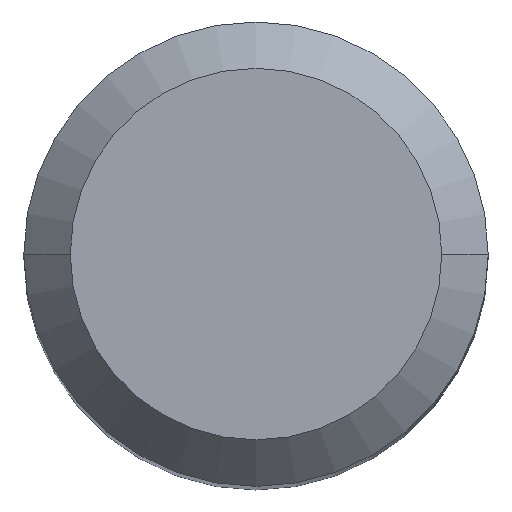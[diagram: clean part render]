
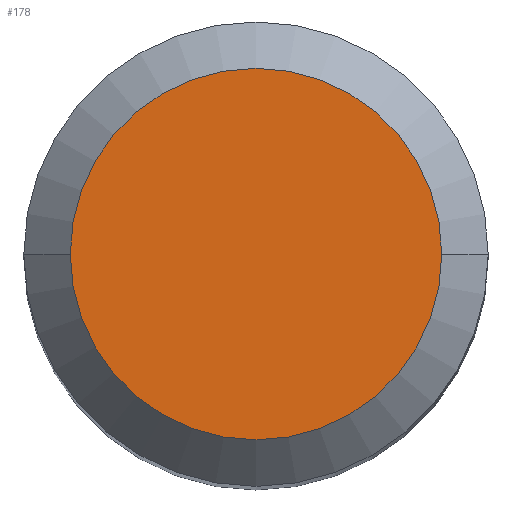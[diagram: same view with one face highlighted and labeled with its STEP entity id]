
A CAD part, top view. The second image highlights one B-rep face of the part: STEP entity #178.
In plain terms, the highlighted planar face has unit normal (0, 0, 1).
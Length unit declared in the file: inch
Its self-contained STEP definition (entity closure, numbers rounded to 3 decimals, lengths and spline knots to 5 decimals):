
#28 = ORIENTED_EDGE ( 'NONE', *, *, #446, .T. ) ;
#51 = CARTESIAN_POINT ( 'NONE',  ( -0.126, 0., 0. ) ) ;
#87 = DIRECTION ( 'NONE',  ( 0., 0., 1. ) ) ;
#89 = FACE_OUTER_BOUND ( 'NONE', #362, .T. ) ;
#132 = EDGE_CURVE ( 'NONE', #440, #477, #310, .T. ) ;
#154 = ORIENTED_EDGE ( 'NONE', *, *, #132, .T. ) ;
#166 = DIRECTION ( 'NONE',  ( 1., 0., 0. ) ) ;
#178 = ADVANCED_FACE ( 'NONE', ( #89 ), #236, .F. ) ;
#196 = DIRECTION ( 'NONE',  ( 1., 0., 0. ) ) ;
#201 = DIRECTION ( 'NONE',  ( 0., 0., 1. ) ) ;
#234 = CARTESIAN_POINT ( 'NONE',  ( 0., 0., 0. ) ) ;
#236 = PLANE ( 'NONE',  #462 ) ;
#310 = CIRCLE ( 'NONE', #424, 0.126 ) ;
#319 = CIRCLE ( 'NONE', #356, 0.126 ) ;
#348 = CARTESIAN_POINT ( 'NONE',  ( 0., 0., 0. ) ) ;
#356 = AXIS2_PLACEMENT_3D ( 'NONE', #431, #201, #166 ) ;
#362 = EDGE_LOOP ( 'NONE', ( #28, #154 ) ) ;
#387 = DIRECTION ( 'NONE',  ( 0., 0., -1. ) ) ;
#424 = AXIS2_PLACEMENT_3D ( 'NONE', #234, #87, #196 ) ;
#426 = DIRECTION ( 'NONE',  ( -1., 0., 0. ) ) ;
#431 = CARTESIAN_POINT ( 'NONE',  ( 0., 0., 0. ) ) ;
#440 = VERTEX_POINT ( 'NONE', #467 ) ;
#446 = EDGE_CURVE ( 'NONE', #477, #440, #319, .T. ) ;
#462 = AXIS2_PLACEMENT_3D ( 'NONE', #348, #387, #426 ) ;
#467 = CARTESIAN_POINT ( 'NONE',  ( 0.126, 0., 0. ) ) ;
#477 = VERTEX_POINT ( 'NONE', #51 ) ;
